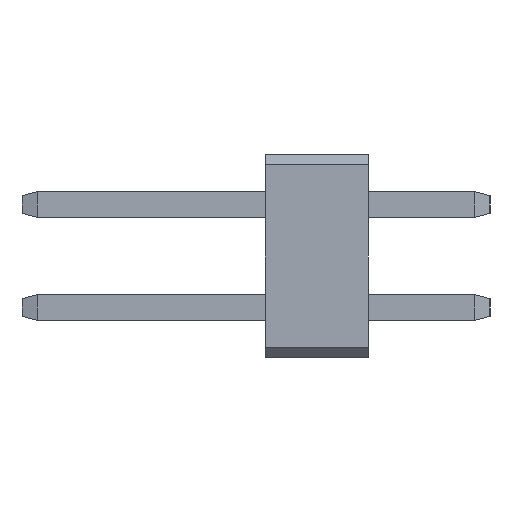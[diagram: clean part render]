
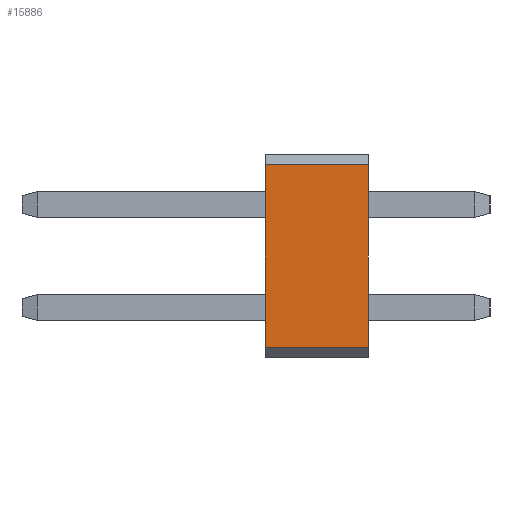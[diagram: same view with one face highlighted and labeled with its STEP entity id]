
A CAD part, left-side view. The second image highlights one B-rep face of the part: STEP entity #15886.
In plain terms, the highlighted planar face has unit normal (-1, 0, 0).
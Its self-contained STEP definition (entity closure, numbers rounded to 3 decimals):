
#200=FACE_OUTER_BOUND('',#1170,.T.);
#1170=EDGE_LOOP('',(#10399,#10400,#10401,#10402));
#2234=LINE('',#22096,#4494);
#2235=LINE('',#22099,#4495);
#2236=LINE('',#22101,#4496);
#2237=LINE('',#22102,#4497);
#4494=VECTOR('',#17892,10.);
#4495=VECTOR('',#17895,10.);
#4496=VECTOR('',#17896,10.);
#4497=VECTOR('',#17897,10.);
#6751=VERTEX_POINT('',#22089);
#6754=VERTEX_POINT('',#22094);
#6755=VERTEX_POINT('',#22098);
#6756=VERTEX_POINT('',#22100);
#8138=EDGE_CURVE('',#6754,#6751,#2234,.T.);
#8139=EDGE_CURVE('',#6755,#6754,#2235,.T.);
#8140=EDGE_CURVE('',#6756,#6755,#2236,.T.);
#8141=EDGE_CURVE('',#6751,#6756,#2237,.T.);
#10399=ORIENTED_EDGE('',*,*,#8138,.F.);
#10400=ORIENTED_EDGE('',*,*,#8139,.F.);
#10401=ORIENTED_EDGE('',*,*,#8140,.F.);
#10402=ORIENTED_EDGE('',*,*,#8141,.F.);
#14916=PLANE('',#16916);
#15886=ADVANCED_FACE('',(#200),#14916,.T.);
#16916=AXIS2_PLACEMENT_3D('',#22097,#17893,#17894);
#17892=DIRECTION('',(0.,1.,0.));
#17893=DIRECTION('center_axis',(-1.,0.,0.));
#17894=DIRECTION('ref_axis',(0.,0.,1.));
#17895=DIRECTION('',(0.,0.,-1.));
#17896=DIRECTION('',(0.,-1.,0.));
#17897=DIRECTION('',(0.,0.,1.));
#22089=CARTESIAN_POINT('',(0.,2.54,0.25));
#22094=CARTESIAN_POINT('',(0.,0.,0.25));
#22096=CARTESIAN_POINT('',(0.,0.,0.25));
#22097=CARTESIAN_POINT('Origin',(0.,0.,0.));
#22098=CARTESIAN_POINT('',(0.,0.,4.75));
#22099=CARTESIAN_POINT('',(0.,0.,5.));
#22100=CARTESIAN_POINT('',(0.,2.54,4.75));
#22101=CARTESIAN_POINT('',(0.,0.,4.75));
#22102=CARTESIAN_POINT('',(0.,2.54,5.));
